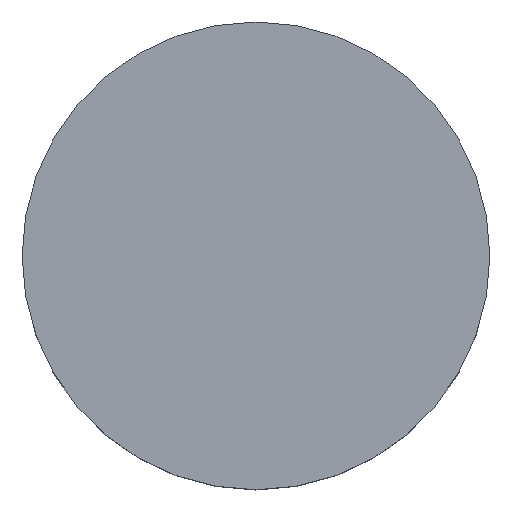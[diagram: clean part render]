
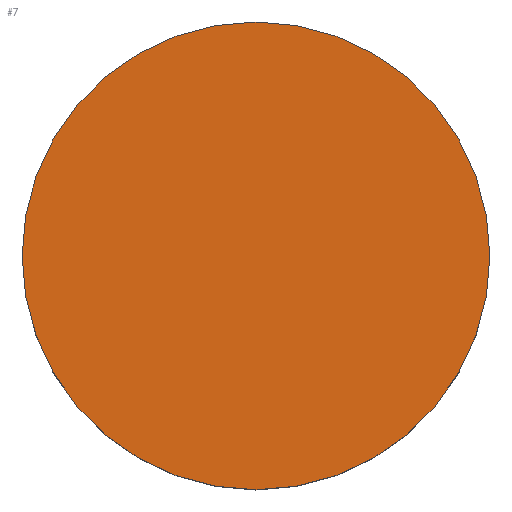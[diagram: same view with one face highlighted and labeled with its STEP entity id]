
A CAD part, top view. The second image highlights one B-rep face of the part: STEP entity #7.
In plain terms, the highlighted planar face has unit normal (0, 0, 1).
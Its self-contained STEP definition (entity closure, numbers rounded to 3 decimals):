
#7 = ADVANCED_FACE ( 'NONE', ( #168 ), #159, .T. ) ;
#15 = CIRCLE ( 'NONE', #25, 2.5 ) ;
#20 = EDGE_LOOP ( 'NONE', ( #143, #103 ) ) ;
#23 = DIRECTION ( 'NONE',  ( 1., 0., 0. ) ) ;
#25 = AXIS2_PLACEMENT_3D ( 'NONE', #137, #157, #110 ) ;
#31 = EDGE_CURVE ( 'NONE', #47, #107, #15, .T. ) ;
#34 = AXIS2_PLACEMENT_3D ( 'NONE', #89, #148, #23 ) ;
#47 = VERTEX_POINT ( 'NONE', #105 ) ;
#55 = CARTESIAN_POINT ( 'NONE',  ( 0., 0., 1.5 ) ) ;
#79 = AXIS2_PLACEMENT_3D ( 'NONE', #55, #172, #170 ) ;
#89 = CARTESIAN_POINT ( 'NONE',  ( 0., 0., 1.5 ) ) ;
#101 = EDGE_CURVE ( 'NONE', #107, #47, #147, .T. ) ;
#103 = ORIENTED_EDGE ( 'NONE', *, *, #31, .T. ) ;
#105 = CARTESIAN_POINT ( 'NONE',  ( 2.5, 0., 1.5 ) ) ;
#107 = VERTEX_POINT ( 'NONE', #139 ) ;
#110 = DIRECTION ( 'NONE',  ( 1., 0., 0. ) ) ;
#137 = CARTESIAN_POINT ( 'NONE',  ( 0., 0., 1.5 ) ) ;
#139 = CARTESIAN_POINT ( 'NONE',  ( -2.5, 0., 1.5 ) ) ;
#143 = ORIENTED_EDGE ( 'NONE', *, *, #101, .T. ) ;
#147 = CIRCLE ( 'NONE', #34, 2.5 ) ;
#148 = DIRECTION ( 'NONE',  ( 0., 0., 1. ) ) ;
#157 = DIRECTION ( 'NONE',  ( 0., 0., 1. ) ) ;
#159 = PLANE ( 'NONE',  #79 ) ;
#168 = FACE_OUTER_BOUND ( 'NONE', #20, .T. ) ;
#170 = DIRECTION ( 'NONE',  ( 1., 0., 0. ) ) ;
#172 = DIRECTION ( 'NONE',  ( 0., 0., 1. ) ) ;
